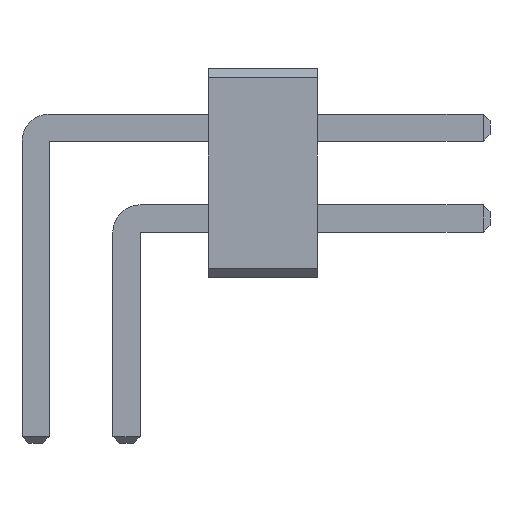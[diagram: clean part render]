
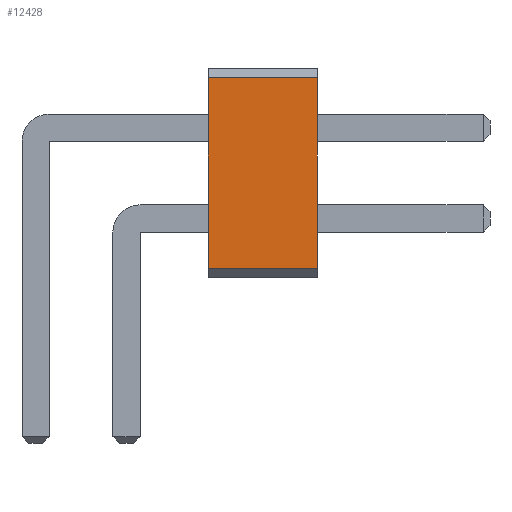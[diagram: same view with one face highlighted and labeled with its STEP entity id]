
A CAD part, front view. The second image highlights one B-rep face of the part: STEP entity #12428.
In plain terms, the highlighted planar face has unit normal (0, -1, 0).
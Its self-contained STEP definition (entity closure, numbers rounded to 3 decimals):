
#1006 = VERTEX_POINT('',#1007);
#1007 = CARTESIAN_POINT('',(1.9,-36.5,2.2));
#1013 = EDGE_CURVE('',#1014,#1006,#1016,.T.);
#1014 = VERTEX_POINT('',#1015);
#1015 = CARTESIAN_POINT('',(1.9,-36.5,0.1));
#1016 = LINE('',#1017,#1018);
#1017 = CARTESIAN_POINT('',(1.9,-36.5,0.1));
#1018 = VECTOR('',#1019,1.);
#1019 = DIRECTION('',(0.,0.,1.));
#5299 = VERTEX_POINT('',#5300);
#5300 = CARTESIAN_POINT('',(3.1,-36.5,2.2));
#5306 = EDGE_CURVE('',#5307,#5299,#5309,.T.);
#5307 = VERTEX_POINT('',#5308);
#5308 = CARTESIAN_POINT('',(3.1,-36.5,0.1));
#5309 = LINE('',#5310,#5311);
#5310 = CARTESIAN_POINT('',(3.1,-36.5,0.1));
#5311 = VECTOR('',#5312,1.);
#5312 = DIRECTION('',(0.,0.,1.));
#12400 = EDGE_CURVE('',#1014,#5307,#12401,.T.);
#12401 = LINE('',#12402,#12403);
#12402 = CARTESIAN_POINT('',(1.9,-36.5,0.1));
#12403 = VECTOR('',#12404,1.);
#12404 = DIRECTION('',(1.,0.,0.));
#12428 = ADVANCED_FACE('',(#12429),#12440,.T.);
#12429 = FACE_BOUND('',#12430,.T.);
#12430 = EDGE_LOOP('',(#12431,#12432,#12433,#12439));
#12431 = ORIENTED_EDGE('',*,*,#12400,.T.);
#12432 = ORIENTED_EDGE('',*,*,#5306,.T.);
#12433 = ORIENTED_EDGE('',*,*,#12434,.F.);
#12434 = EDGE_CURVE('',#1006,#5299,#12435,.T.);
#12435 = LINE('',#12436,#12437);
#12436 = CARTESIAN_POINT('',(1.9,-36.5,2.2));
#12437 = VECTOR('',#12438,1.);
#12438 = DIRECTION('',(1.,0.,0.));
#12439 = ORIENTED_EDGE('',*,*,#1013,.F.);
#12440 = PLANE('',#12441);
#12441 = AXIS2_PLACEMENT_3D('',#12442,#12443,#12444);
#12442 = CARTESIAN_POINT('',(1.9,-36.5,0.1));
#12443 = DIRECTION('',(0.,-1.,0.));
#12444 = DIRECTION('',(0.,0.,1.));
